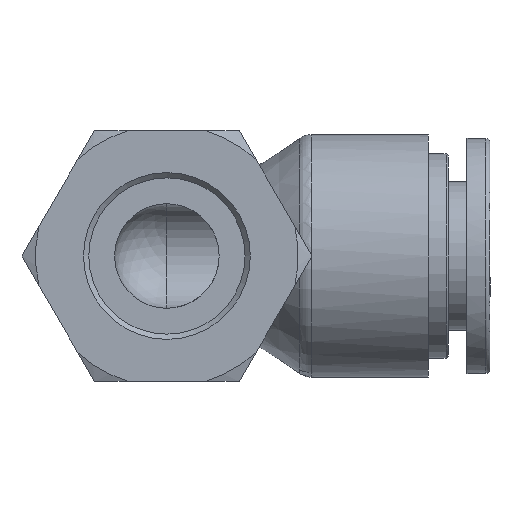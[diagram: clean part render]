
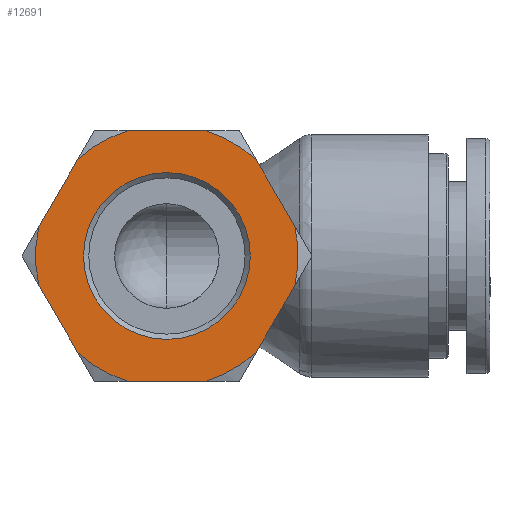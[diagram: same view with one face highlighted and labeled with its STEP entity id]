
A CAD part, front view. The second image highlights one B-rep face of the part: STEP entity #12691.
In plain terms, the highlighted face is planar.
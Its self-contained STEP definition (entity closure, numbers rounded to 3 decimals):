
#12567=CARTESIAN_POINT('',(-31.45,7.975,0.));
#12568=VERTEX_POINT('',#12567);
#12569=CARTESIAN_POINT('',(-31.45,0.,0.0));
#12570=DIRECTION('',(-1.0,0.0,0.0));
#12571=DIRECTION('',(0.0,-1.0,0.0));
#12572=AXIS2_PLACEMENT_3D('',#12569,#12570,#12571);
#12573=CIRCLE('',#12572,7.975);
#12574=EDGE_CURVE('',#12568,#12568,#12573,.T.);
#12579=CARTESIAN_POINT('',(-31.45,9.737,0.0));
#12580=DIRECTION('',(-1.0,0.0,0.0));
#12581=DIRECTION('',(0.0,0.0,1.0));
#12582=AXIS2_PLACEMENT_3D('',#12579,#12580,#12581);
#12583=PLANE('',#12582);
#12584=CARTESIAN_POINT('',(-31.45,12.241,2.799));
#12585=VERTEX_POINT('',#12584);
#12586=CARTESIAN_POINT('',(-31.45,12.241,-2.799));
#12587=VERTEX_POINT('',#12586);
#12588=CARTESIAN_POINT('',(-31.45,0.,0.0));
#12589=DIRECTION('',(-1.0,0.0,0.0));
#12590=DIRECTION('',(0.0,1.0,0.0));
#12591=AXIS2_PLACEMENT_3D('',#12588,#12589,#12590);
#12592=CIRCLE('',#12591,12.556);
#12593=EDGE_CURVE('',#12585,#12587,#12592,.T.);
#12594=ORIENTED_EDGE('',*,*,#12593,.T.);
#12595=CARTESIAN_POINT('',(-31.45,8.544,-9.201));
#12596=VERTEX_POINT('',#12595);
#12597=CARTESIAN_POINT('',(-31.45,8.544,-9.201));
#12598=DIRECTION('',(0.0,0.5,0.866));
#12599=VECTOR('',#12598,7.393);
#12600=LINE('',#12597,#12599);
#12601=EDGE_CURVE('',#12596,#12587,#12600,.T.);
#12602=ORIENTED_EDGE('',*,*,#12601,.F.);
#12603=CARTESIAN_POINT('',(-31.45,3.696,-12.));
#12604=VERTEX_POINT('',#12603);
#12605=CARTESIAN_POINT('',(-31.45,0.,0.0));
#12606=DIRECTION('',(-1.0,0.0,0.0));
#12607=DIRECTION('',(0.0,1.0,0.0));
#12608=AXIS2_PLACEMENT_3D('',#12605,#12606,#12607);
#12609=CIRCLE('',#12608,12.556);
#12610=EDGE_CURVE('',#12596,#12604,#12609,.T.);
#12611=ORIENTED_EDGE('',*,*,#12610,.T.);
#12612=CARTESIAN_POINT('',(-31.45,-3.696,-12.0));
#12613=VERTEX_POINT('',#12612);
#12614=CARTESIAN_POINT('',(-31.45,-3.696,-12.));
#12615=DIRECTION('',(0.0,1.0,0.0));
#12616=VECTOR('',#12615,7.393);
#12617=LINE('',#12614,#12616);
#12618=EDGE_CURVE('',#12613,#12604,#12617,.T.);
#12619=ORIENTED_EDGE('',*,*,#12618,.F.);
#12620=CARTESIAN_POINT('',(-31.45,-8.544,-9.201));
#12621=VERTEX_POINT('',#12620);
#12622=CARTESIAN_POINT('',(-31.45,0.,0.0));
#12623=DIRECTION('',(-1.0,0.0,0.0));
#12624=DIRECTION('',(0.0,1.0,0.0));
#12625=AXIS2_PLACEMENT_3D('',#12622,#12623,#12624);
#12626=CIRCLE('',#12625,12.556);
#12627=EDGE_CURVE('',#12613,#12621,#12626,.T.);
#12628=ORIENTED_EDGE('',*,*,#12627,.T.);
#12629=CARTESIAN_POINT('',(-31.45,-12.241,-2.799));
#12630=VERTEX_POINT('',#12629);
#12631=CARTESIAN_POINT('',(-31.45,-12.241,-2.799));
#12632=DIRECTION('',(0.0,0.5,-0.866));
#12633=VECTOR('',#12632,7.393);
#12634=LINE('',#12631,#12633);
#12635=EDGE_CURVE('',#12630,#12621,#12634,.T.);
#12636=ORIENTED_EDGE('',*,*,#12635,.F.);
#12637=CARTESIAN_POINT('',(-31.45,-12.241,2.799));
#12638=VERTEX_POINT('',#12637);
#12639=CARTESIAN_POINT('',(-31.45,0.,0.0));
#12640=DIRECTION('',(-1.0,0.0,0.0));
#12641=DIRECTION('',(0.0,1.0,0.0));
#12642=AXIS2_PLACEMENT_3D('',#12639,#12640,#12641);
#12643=CIRCLE('',#12642,12.556);
#12644=EDGE_CURVE('',#12630,#12638,#12643,.T.);
#12645=ORIENTED_EDGE('',*,*,#12644,.T.);
#12646=CARTESIAN_POINT('',(-31.45,-8.544,9.201));
#12647=VERTEX_POINT('',#12646);
#12648=CARTESIAN_POINT('',(-31.45,-8.544,9.201));
#12649=DIRECTION('',(0.0,-0.5,-0.866));
#12650=VECTOR('',#12649,7.393);
#12651=LINE('',#12648,#12650);
#12652=EDGE_CURVE('',#12647,#12638,#12651,.T.);
#12653=ORIENTED_EDGE('',*,*,#12652,.F.);
#12654=CARTESIAN_POINT('',(-31.45,-3.696,12.0));
#12655=VERTEX_POINT('',#12654);
#12656=CARTESIAN_POINT('',(-31.45,0.,0.0));
#12657=DIRECTION('',(-1.0,0.0,0.0));
#12658=DIRECTION('',(0.0,1.0,0.0));
#12659=AXIS2_PLACEMENT_3D('',#12656,#12657,#12658);
#12660=CIRCLE('',#12659,12.556);
#12661=EDGE_CURVE('',#12647,#12655,#12660,.T.);
#12662=ORIENTED_EDGE('',*,*,#12661,.T.);
#12663=CARTESIAN_POINT('',(-31.45,3.696,12.));
#12664=VERTEX_POINT('',#12663);
#12665=CARTESIAN_POINT('',(-31.45,3.696,12.));
#12666=DIRECTION('',(0.0,-1.0,0.0));
#12667=VECTOR('',#12666,7.393);
#12668=LINE('',#12665,#12667);
#12669=EDGE_CURVE('',#12664,#12655,#12668,.T.);
#12670=ORIENTED_EDGE('',*,*,#12669,.F.);
#12671=CARTESIAN_POINT('',(-31.45,8.544,9.201));
#12672=VERTEX_POINT('',#12671);
#12673=CARTESIAN_POINT('',(-31.45,0.,0.0));
#12674=DIRECTION('',(-1.0,0.0,0.0));
#12675=DIRECTION('',(0.0,1.0,0.0));
#12676=AXIS2_PLACEMENT_3D('',#12673,#12674,#12675);
#12677=CIRCLE('',#12676,12.556);
#12678=EDGE_CURVE('',#12664,#12672,#12677,.T.);
#12679=ORIENTED_EDGE('',*,*,#12678,.T.);
#12680=CARTESIAN_POINT('',(-31.45,12.241,2.799));
#12681=DIRECTION('',(0.0,-0.5,0.866));
#12682=VECTOR('',#12681,7.393);
#12683=LINE('',#12680,#12682);
#12684=EDGE_CURVE('',#12585,#12672,#12683,.T.);
#12685=ORIENTED_EDGE('',*,*,#12684,.F.);
#12686=EDGE_LOOP('',(#12594,#12602,#12611,#12619,#12628,#12636,#12645,#12653,#12662,#12670,#12679,#12685));
#12687=FACE_OUTER_BOUND('',#12686,.T.);
#12688=ORIENTED_EDGE('',*,*,#12574,.F.);
#12689=EDGE_LOOP('',(#12688));
#12690=FACE_BOUND('',#12689,.T.);
#12691=ADVANCED_FACE('',(#12687,#12690),#12583,.T.);
